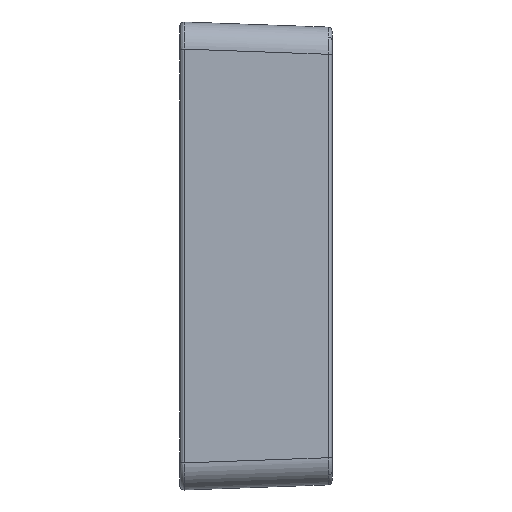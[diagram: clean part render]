
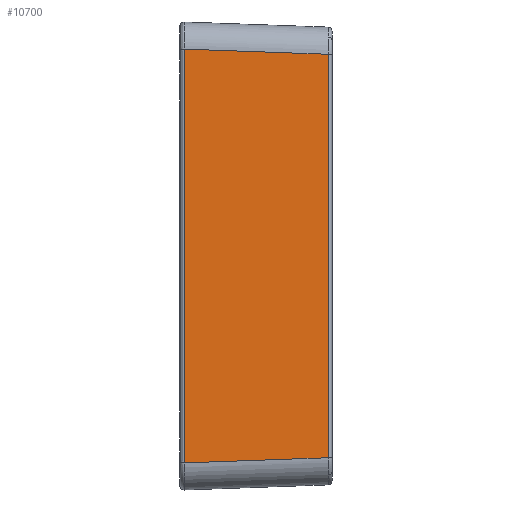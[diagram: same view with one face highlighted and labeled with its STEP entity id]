
A CAD part, left-side view. The second image highlights one B-rep face of the part: STEP entity #10700.
In plain terms, the highlighted planar face has unit normal (-0.999, -0.045, 0).
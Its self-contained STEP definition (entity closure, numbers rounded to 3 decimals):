
#249 = CARTESIAN_POINT ( 'NONE',  ( -254.859, 108.848, 50.802 ) ) ;
#2254 = VERTEX_POINT ( 'NONE', #11722 ) ;
#2784 = VECTOR ( 'NONE', #9831, 1000. ) ;
#2967 = EDGE_LOOP ( 'NONE', ( #6705, #4230, #11661, #4217 ) ) ;
#3032 = CARTESIAN_POINT ( 'NONE',  ( -254.859, 108.848, -50.802 ) ) ;
#3042 = CARTESIAN_POINT ( 'NONE',  ( -250.128, 2.866, 148.519 ) ) ;
#3242 = CARTESIAN_POINT ( 'NONE',  ( -254.859, 108.848, -152.407 ) ) ;
#3769 = VERTEX_POINT ( 'NONE', #11193 ) ;
#4164 = AXIS2_PLACEMENT_3D ( 'NONE', #7363, #8439, #7301 ) ;
#4217 = ORIENTED_EDGE ( 'NONE', *, *, #6376, .T. ) ;
#4230 = ORIENTED_EDGE ( 'NONE', *, *, #9479, .T. ) ;
#5070 = CARTESIAN_POINT ( 'NONE',  ( -249.267, -16.411, -147.933 ) ) ;
#5835 = CARTESIAN_POINT ( 'NONE',  ( -249.267, -16.411, 147.933 ) ) ;
#5987 = LINE ( 'NONE', #3042, #2784 ) ;
#6184 = VECTOR ( 'NONE', #10628, 1000. ) ;
#6376 = EDGE_CURVE ( 'NONE', #3769, #12169, #6512, .T. ) ;
#6512 = B_SPLINE_CURVE_WITH_KNOTS ( 'NONE', 3,
 ( #7809, #249, #3032, #6868 ),
 .UNSPECIFIED., .F., .F.,
 ( 4, 4 ),
 ( 0., 1. ),
 .UNSPECIFIED. ) ;
#6705 = ORIENTED_EDGE ( 'NONE', *, *, #7304, .T. ) ;
#6868 = CARTESIAN_POINT ( 'NONE',  ( -254.859, 108.848, -152.407 ) ) ;
#6971 = LINE ( 'NONE', #5835, #6184 ) ;
#7301 = DIRECTION ( 'NONE',  ( -0.045, 0.999, 0. ) ) ;
#7304 = EDGE_CURVE ( 'NONE', #12169, #8754, #7833, .T. ) ;
#7363 = CARTESIAN_POINT ( 'NONE',  ( -249.503, -11.139, 0. ) ) ;
#7365 = CARTESIAN_POINT ( 'NONE',  ( -250.128, 2.866, -148.621 ) ) ;
#7389 = VECTOR ( 'NONE', #10444, 1000. ) ;
#7809 = CARTESIAN_POINT ( 'NONE',  ( -254.859, 108.848, 152.407 ) ) ;
#7833 = LINE ( 'NONE', #5070, #7389 ) ;
#8439 = DIRECTION ( 'NONE',  ( 0.999, 0.045, 0. ) ) ;
#8754 = VERTEX_POINT ( 'NONE', #7365 ) ;
#9254 = PLANE ( 'NONE',  #4164 ) ;
#9479 = EDGE_CURVE ( 'NONE', #8754, #2254, #5987, .T. ) ;
#9831 = DIRECTION ( 'NONE',  ( 0., 0., 1. ) ) ;
#10268 = EDGE_CURVE ( 'NONE', #2254, #3769, #6971, .T. ) ;
#10444 = DIRECTION ( 'NONE',  ( 0.045, -0.998, 0.036 ) ) ;
#10628 = DIRECTION ( 'NONE',  ( -0.045, 0.998, 0.036 ) ) ;
#10700 = ADVANCED_FACE ( 'NONE', ( #12088 ), #9254, .F. ) ;
#11193 = CARTESIAN_POINT ( 'NONE',  ( -254.859, 108.848, 152.407 ) ) ;
#11661 = ORIENTED_EDGE ( 'NONE', *, *, #10268, .T. ) ;
#11722 = CARTESIAN_POINT ( 'NONE',  ( -250.128, 2.866, 148.621 ) ) ;
#12088 = FACE_OUTER_BOUND ( 'NONE', #2967, .T. ) ;
#12169 = VERTEX_POINT ( 'NONE', #3242 ) ;
